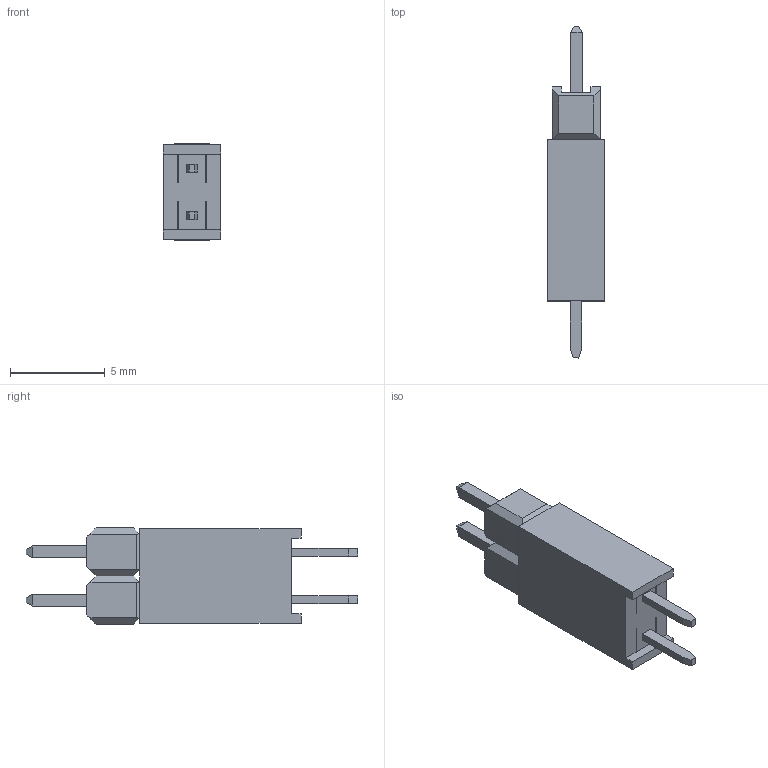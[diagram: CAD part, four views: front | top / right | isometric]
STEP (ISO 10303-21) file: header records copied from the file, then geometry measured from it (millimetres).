
FILE_DESCRIPTION(('CATIA V5 STEP Exchange'),'2;1');
FILE_NAME('Pin Header 2.stp','2020-06-13T23:47:32+00:00',('none'),('none'),'CATIA Version 5 Release 17 (IN-10)','CATIA V5 STEP AP214','none');
FILE_SCHEMA(('AUTOMOTIVE_DESIGN { 1 0 10303 214 1 1 1 1 }'));
Length unit declared in the file: millimetre
Products named in the file (3): Product1; ZL262-2D_P2-54_L2-54_W5_H8-5; Document
Assembly tree (2 placements, depth 2):
  Product1
    ZL262-2D_P2-54_L2-54_W5_H8-5
    Document
Bounding box: 3.04 x 17.5 x 5.08 mm (x, y, z)
Volume: 124.6 mm3; surface area: 449.2 mm2
Topology: 3 solids, 5 shells, 142 faces, 368 edges, 240 vertices
Faces by surface type: plane 134, bspline 8
Entity records: 4607 total; most frequent: CARTESIAN_POINT 883, ORIENTED_EDGE 728, DIRECTION 609, EDGE_CURVE 368, VECTOR 333, LINE 333, VERTEX_POINT 240, EDGE_LOOP 152
